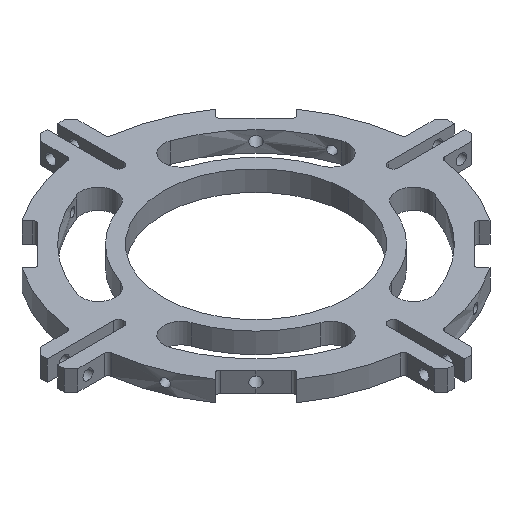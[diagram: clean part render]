
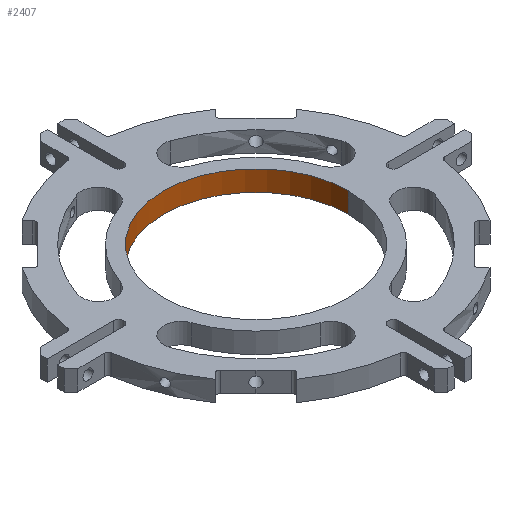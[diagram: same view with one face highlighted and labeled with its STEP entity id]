
A CAD part, isometric view. The second image highlights one B-rep face of the part: STEP entity #2407.
In plain terms, the highlighted cylindrical face has radius 27.25 mm (diameter 54.5 mm), a partial arc.
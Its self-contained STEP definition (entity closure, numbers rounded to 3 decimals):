
#798=CARTESIAN_POINT('Axis2P3D Location',(0.,0.,0.)) ;
#802=CARTESIAN_POINT('Vertex',(27.25,0.,0.)) ;
#804=CARTESIAN_POINT('Vertex',(-27.25,0.,0.)) ;
#2365=CARTESIAN_POINT('Axis2P3D Location',(0.,0.,3.)) ;
#2374=CARTESIAN_POINT('Vertex',(-27.25,0.,6.)) ;
#2376=CARTESIAN_POINT('Vertex',(27.25,0.,6.)) ;
#2379=CARTESIAN_POINT('Line Origine',(27.25,0.,3.)) ;
#2384=CARTESIAN_POINT('Line Origine',(-27.25,0.,3.)) ;
#2396=CARTESIAN_POINT('Axis2P3D Location',(0.,0.,6.)) ;
#799=DIRECTION('Axis2P3D Direction',(0.,0.,1.)) ;
#2366=DIRECTION('Axis2P3D Direction',(0.,0.,1.)) ;
#2367=DIRECTION('Axis2P3D XDirection',(1.,0.,0.)) ;
#2380=DIRECTION('Vector Direction',(0.,0.,1.)) ;
#2385=DIRECTION('Vector Direction',(0.,0.,1.)) ;
#2397=DIRECTION('Axis2P3D Direction',(0.,0.,1.)) ;
#800=AXIS2_PLACEMENT_3D('Circle Axis2P3D',#798,#799,$) ;
#2368=AXIS2_PLACEMENT_3D('Cylinder Axis2P3D',#2365,#2366,#2367) ;
#2398=AXIS2_PLACEMENT_3D('Circle Axis2P3D',#2396,#2397,$) ;
#2402=ORIENTED_EDGE('',*,*,#2400,.T.) ;
#2403=ORIENTED_EDGE('',*,*,#2388,.F.) ;
#2404=ORIENTED_EDGE('',*,*,#806,.F.) ;
#2405=ORIENTED_EDGE('',*,*,#2383,.T.) ;
#2381=VECTOR('Line Direction',#2380,1.) ;
#2386=VECTOR('Line Direction',#2385,1.) ;
#2407=ADVANCED_FACE('Corps principal',(#2406),#2369,.F.) ;
#801=CIRCLE('generated circle',#800,27.25) ;
#2399=CIRCLE('generated circle',#2398,27.25) ;
#2369=CYLINDRICAL_SURFACE('generated cylinder',#2368,27.25) ;
#806=EDGE_CURVE('',#803,#805,#801,.T.) ;
#2383=EDGE_CURVE('',#803,#2377,#2382,.T.) ;
#2388=EDGE_CURVE('',#805,#2375,#2387,.T.) ;
#2400=EDGE_CURVE('',#2377,#2375,#2399,.T.) ;
#2401=EDGE_LOOP('',(#2402,#2403,#2404,#2405)) ;
#2406=FACE_OUTER_BOUND('',#2401,.T.) ;
#2382=LINE('Line',#2379,#2381) ;
#2387=LINE('Line',#2384,#2386) ;
#803=VERTEX_POINT('',#802) ;
#805=VERTEX_POINT('',#804) ;
#2375=VERTEX_POINT('',#2374) ;
#2377=VERTEX_POINT('',#2376) ;
